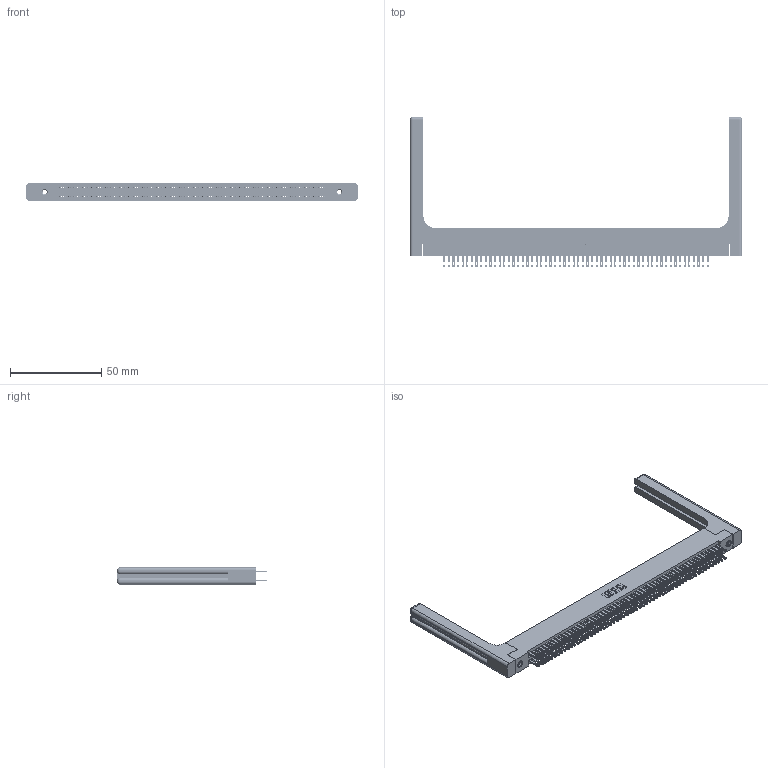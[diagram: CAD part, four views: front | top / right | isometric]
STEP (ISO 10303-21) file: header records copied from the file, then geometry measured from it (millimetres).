
FILE_DESCRIPTION (( 'STEP AP203' ), '1' );
FILE_NAME ('345-116-500-258.STEP', '2019-11-05T13:34:01', ( '' ), ( '' ), 'SwSTEP 2.0', 'SolidWorks 2016', '' );
FILE_SCHEMA (( 'CONFIG_CONTROL_DESIGN' ));
Length unit declared in the file: inch
Products named in the file (5): 345-220-058_345-220-058; 345-250-001_345-250-001-102; 345-116-500-258; 345 Part_Flush Mounting Lugs - 0.156 Dia-TH; 345-292-001_345-293-100
Assembly tree (121 placements, depth 2):
  345-116-500-258
    345 Part_Flush Mounting Lugs - 0.156 Dia-TH
    345-292-001_345-293-100  x116
    345-250-001_345-250-001-102  x2
    345-220-058_345-220-058  x2
Bounding box: 182.35 x 82.47 x 9.4 mm (x, y, z)
Volume: 26691.4 mm3; surface area: 33478.7 mm2
Topology: 121 solids, 121 shells, 5718 faces, 17363 edges, 11554 vertices
Faces by surface type: plane 3360, cylinder 2298, bspline 36, cone 12, sphere 8, torus 4
Entity records: 48466 total; most frequent: CARTESIAN_POINT 9101, ORIENTED_EDGE 7832, DIRECTION 6940, EDGE_CURVE 3916, VECTOR 3456, LINE 3456, VERTEX_POINT 2602, AXIS2_PLACEMENT_3D 1742
